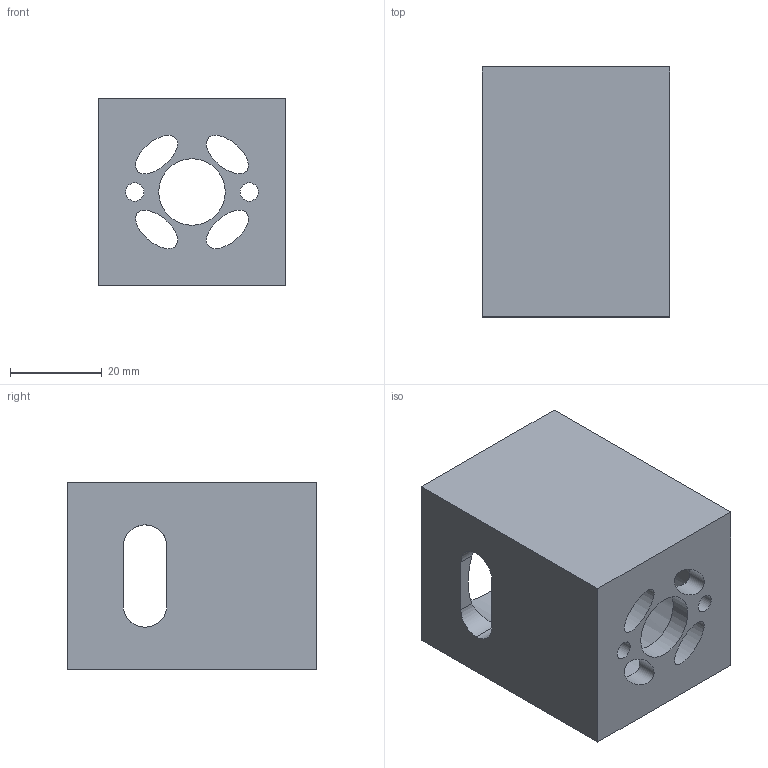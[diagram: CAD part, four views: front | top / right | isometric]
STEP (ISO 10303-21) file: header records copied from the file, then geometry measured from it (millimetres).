
FILE_DESCRIPTION(/* description */ (''),/* implementation_level */ '2;1');
FILE_NAME(/* name */ 'rs540 dc motor holder box v1 v1.step',/* time_stamp */ '2019-05-31T21:41:25-03:00',/* author */ (''),/* organization */ (''),/* preprocessor_version */ 'ST-DEVELOPER v18',/* originating_system */ 'Autodesk Translation Framework v8.2.0.1029',/* authorisation */ '');
FILE_SCHEMA (('AUTOMOTIVE_DESIGN { 1 0 10303 214 3 1 1 }'));
Length unit declared in the file: millimetre
Products named in the file (1): rs540 dc motor holder box v1
Bounding box: 41 x 54.5 x 41 mm (x, y, z)
Volume: 36278.8 mm3; surface area: 17691.6 mm2
Topology: 1 solids, 1 shells, 27 faces, 75 edges, 50 vertices
Faces by surface type: plane 13, cylinder 10, bspline 4
Full cylindrical faces by diameter (mm): 4 x2, 14.5 x1, 36.5 x1
Entity records: 1058 total; most frequent: CARTESIAN_POINT 293, ORIENTED_EDGE 150, DIRECTION 145, EDGE_CURVE 75, AXIS2_PLACEMENT_3D 52, VERTEX_POINT 50, EDGE_LOOP 45, LINE 41
